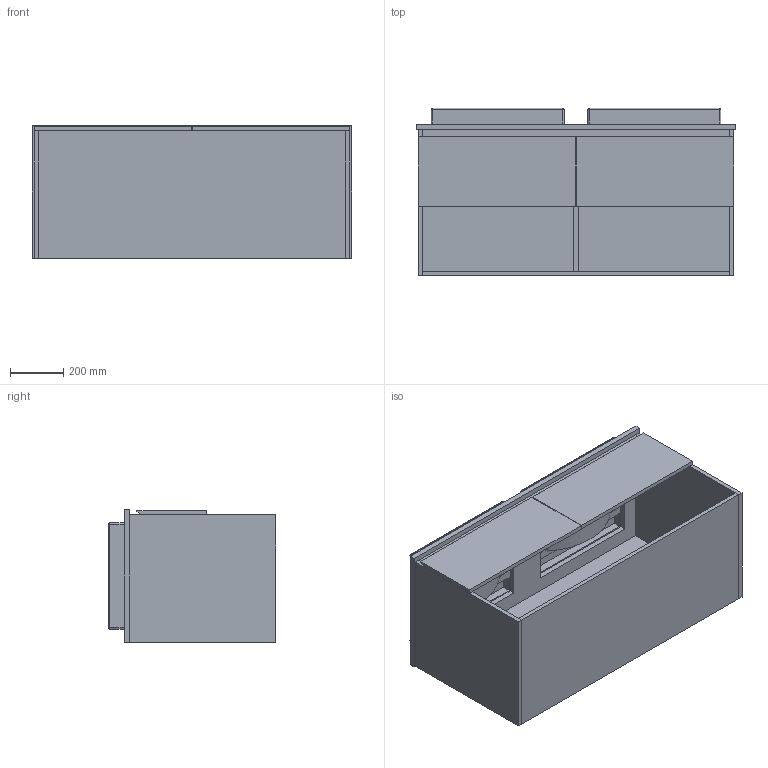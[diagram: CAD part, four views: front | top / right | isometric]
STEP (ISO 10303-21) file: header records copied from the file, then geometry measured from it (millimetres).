
FILE_DESCRIPTION (( 'STEP AP214' ), '1' );
FILE_NAME ('Shelf Benchtop 1200D ASSEM.STEP', '2019-03-08T00:14:14', ( '' ), ( '' ), 'SwSTEP 2.0', 'SolidWorks 2015', '' );
FILE_SCHEMA (( 'AUTOMOTIVE_DESIGN' ));
Length unit declared in the file: millimetre
Products named in the file (7): Posh Solus Semi-Inset Basin; CERAMIC OVERFLOW COVER; 1200D semi inset top; Shelf Benchtop 1200D ASSEM; Shelf Benchtop 1200D; 1200D semi inset top ASSEM; Posh Solus Semi-Inset Basin ASSEM
Assembly tree (7 placements, depth 4):
  Shelf Benchtop 1200D ASSEM
    Shelf Benchtop 1200D
    1200D semi inset top ASSEM
      1200D semi inset top
      Posh Solus Semi-Inset Basin ASSEM  x2
        Posh Solus Semi-Inset Basin
        CERAMIC OVERFLOW COVER
Bounding box: 1200 x 630 x 500 mm (x, y, z)
Volume: 53312961.6 mm3; surface area: 6499961.6 mm2
Topology: 11 solids, 11 shells, 260 faces, 614 edges, 378 vertices
Faces by surface type: plane 166, cylinder 52, torus 16, bspline 14, sphere 12
Entity records: 5606 total; most frequent: CARTESIAN_POINT 1494, DIRECTION 762, ORIENTED_EDGE 738, EDGE_CURVE 369, VECTOR 260, LINE 260, AXIS2_PLACEMENT_3D 251, VERTEX_POINT 233
